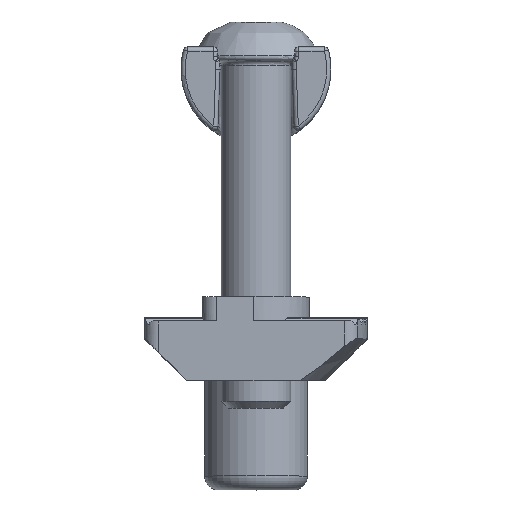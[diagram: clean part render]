
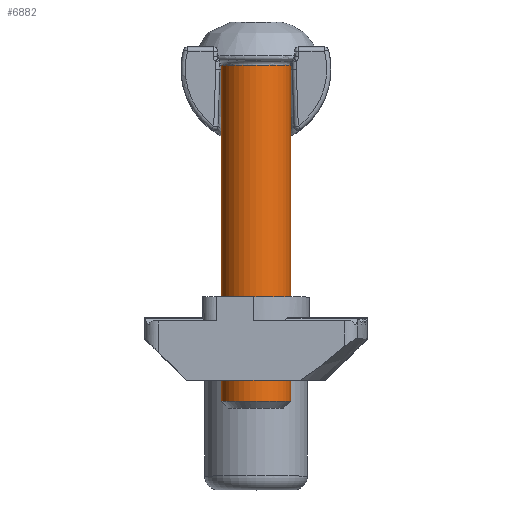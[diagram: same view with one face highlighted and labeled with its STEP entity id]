
A CAD part, top view. The second image highlights one B-rep face of the part: STEP entity #6882.
In plain terms, the highlighted cylindrical face has radius 2.5 mm (diameter 5 mm), a full revolution.
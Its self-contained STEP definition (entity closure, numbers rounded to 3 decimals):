
#754=FACE_OUTER_BOUND('',#1149,.T.);
#1149=EDGE_LOOP('',(#5822,#5823,#5824,#5825,#5826,#5827));
#1740=LINE('',#17664,#2110);
#2110=VECTOR('',#9231,2.5);
#2406=CIRCLE('',#7575,2.5);
#2407=CIRCLE('',#7576,2.5);
#2408=CIRCLE('',#7577,2.5);
#2409=CIRCLE('',#7578,2.5);
#2999=VERTEX_POINT('',#17660);
#3000=VERTEX_POINT('',#17661);
#3001=VERTEX_POINT('',#17663);
#3002=VERTEX_POINT('',#17665);
#3950=EDGE_CURVE('',#2999,#3000,#2406,.T.);
#3951=EDGE_CURVE('',#3000,#3001,#1740,.T.);
#3952=EDGE_CURVE('',#3001,#3002,#2407,.T.);
#3953=EDGE_CURVE('',#3002,#3001,#2408,.T.);
#3954=EDGE_CURVE('',#3000,#2999,#2409,.T.);
#5822=ORIENTED_EDGE('',*,*,#3950,.T.);
#5823=ORIENTED_EDGE('',*,*,#3951,.T.);
#5824=ORIENTED_EDGE('',*,*,#3952,.T.);
#5825=ORIENTED_EDGE('',*,*,#3953,.T.);
#5826=ORIENTED_EDGE('',*,*,#3951,.F.);
#5827=ORIENTED_EDGE('',*,*,#3954,.T.);
#6133=CYLINDRICAL_SURFACE('',#7574,2.5);
#6882=ADVANCED_FACE('',(#754),#6133,.T.);
#7574=AXIS2_PLACEMENT_3D('',#17659,#9227,#9228);
#7575=AXIS2_PLACEMENT_3D('',#17662,#9229,#9230);
#7576=AXIS2_PLACEMENT_3D('',#17666,#9232,#9233);
#7577=AXIS2_PLACEMENT_3D('',#17667,#9234,#9235);
#7578=AXIS2_PLACEMENT_3D('',#17668,#9236,#9237);
#9227=DIRECTION('center_axis',(0.,-1.,0.));
#9228=DIRECTION('ref_axis',(0.,0.,-1.));
#9229=DIRECTION('center_axis',(0.,1.,0.));
#9230=DIRECTION('ref_axis',(0.,0.,-1.));
#9231=DIRECTION('',(0.,1.,0.));
#9232=DIRECTION('center_axis',(0.,-1.,0.));
#9233=DIRECTION('ref_axis',(0.,0.,-1.));
#9234=DIRECTION('center_axis',(0.,-1.,0.));
#9235=DIRECTION('ref_axis',(0.,0.,-1.));
#9236=DIRECTION('center_axis',(0.,1.,0.));
#9237=DIRECTION('ref_axis',(0.,0.,-1.));
#17659=CARTESIAN_POINT('Origin',(0.,5.203,9.));
#17660=CARTESIAN_POINT('',(0.,-23.897,6.5));
#17661=CARTESIAN_POINT('',(0.,-23.897,11.5));
#17662=CARTESIAN_POINT('Origin',(0.,-23.897,9.));
#17663=CARTESIAN_POINT('',(0.,0.303,11.5));
#17664=CARTESIAN_POINT('',(0.,5.203,11.5));
#17665=CARTESIAN_POINT('',(0.,0.303,6.5));
#17666=CARTESIAN_POINT('Origin',(0.,0.303,9.));
#17667=CARTESIAN_POINT('Origin',(0.,0.303,9.));
#17668=CARTESIAN_POINT('Origin',(0.,-23.897,9.));
